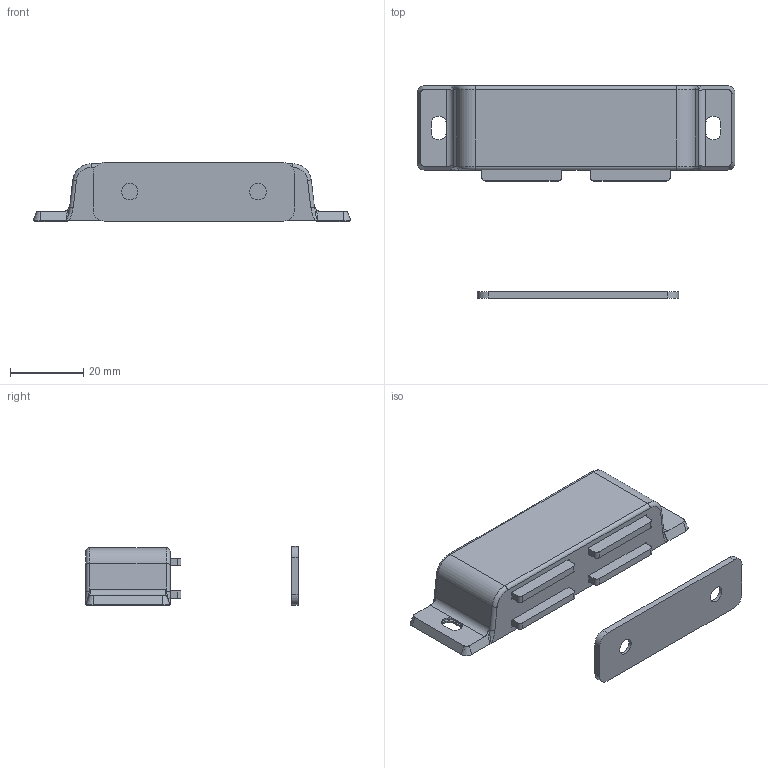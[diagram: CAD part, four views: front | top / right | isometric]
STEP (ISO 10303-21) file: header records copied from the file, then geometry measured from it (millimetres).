
FILE_DESCRIPTION(/* description */ (''),/* implementation_level */ '2;1');
FILE_NAME(/* name */ 'B-MS75.stp',/* time_stamp */ '2023-10-04T16:29:21+09:00',/* author */ ('user'),/* organization */ (''),/* preprocessor_version */ 'ST-DEVELOPER v15.6',/* originating_system */ 'Autodesk Inventor 2015',/* authorisation */ '');
FILE_SCHEMA (('AUTOMOTIVE_DESIGN { 1 0 10303 214 3 1 1 }'));
Length unit declared in the file: millimetre
Products named in the file (1): B-MS75
Bounding box: 86.8 x 58.01 x 16.15 mm (x, y, z)
Volume: 13834.3 mm3; surface area: 22638.1 mm2
Topology: 7 solids, 7 shells, 234 faces, 606 edges, 386 vertices
Faces by surface type: plane 142, cylinder 54, bspline 16, cone 14, torus 8
Full cylindrical faces by diameter (mm): 4.5 x2
Entity records: 7988 total; most frequent: CARTESIAN_POINT 2216, ORIENTED_EDGE 1204, DIRECTION 1146, EDGE_CURVE 602, LINE 436, VECTOR 436, VERTEX_POINT 386, AXIS2_PLACEMENT_3D 355
